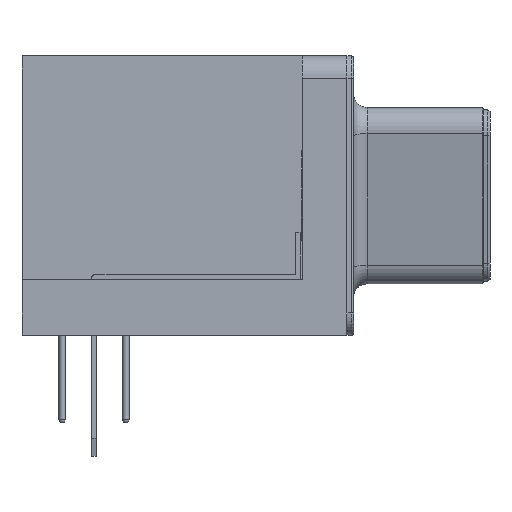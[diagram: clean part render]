
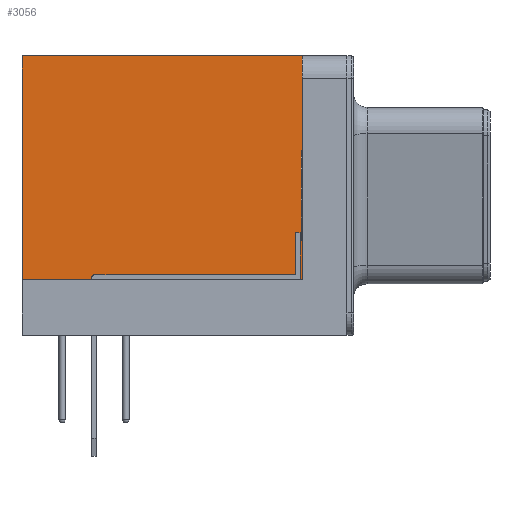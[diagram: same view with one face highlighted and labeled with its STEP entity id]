
A CAD part, left-side view. The second image highlights one B-rep face of the part: STEP entity #3056.
In plain terms, the highlighted planar face has unit normal (-1, 0, 0).
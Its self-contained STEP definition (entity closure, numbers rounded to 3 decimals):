
#29=DIRECTION('',(0.,1.,0.));
#60=DIRECTION('',(0.,0.,1.));
#67=DIRECTION('',(1.,0.,0.));
#226=DIRECTION('',(0.,1.,0.));
#2160=VECTOR('',#60,1.);
#2534=VECTOR('',#226,1.);
#2573=VECTOR('',#29,1.);
#2597=VERTEX_POINT('',#2598);
#2598=CARTESIAN_POINT('',(-23.795,1.8,12.5));
#2601=ORIENTED_EDGE('',*,*,#2602,.F.);
#2602=EDGE_CURVE('',#2603,#2597,#2605,.T.);
#2603=VERTEX_POINT('',#2604);
#2604=CARTESIAN_POINT('',(-23.795,-10.74,12.5));
#2605=LINE('',#2606,#2573);
#2606=CARTESIAN_POINT('',(-23.795,-11.74,12.5));
#3010=EDGE_CURVE('',#3011,#2597,#3013,.T.);
#3011=VERTEX_POINT('',#3012);
#3012=CARTESIAN_POINT('',(-23.795,1.8,2.5));
#3013=LINE('',#3014,#2160);
#3014=CARTESIAN_POINT('',(-23.795,1.8,4.375));
#3028=VERTEX_POINT('',#3029);
#3029=CARTESIAN_POINT('',(-23.795,-10.74,2.5));
#3033=EDGE_CURVE('',#3028,#2603,#3034,.T.);
#3034=LINE('',#3029,#2160);
#3056=ADVANCED_FACE('',(#3057),#3064,.F.);
#3057=FACE_BOUND('',#3058,.F.);
#3058=EDGE_LOOP('',(#3059,#3060,#3063,#2601));
#3059=ORIENTED_EDGE('',*,*,#3033,.F.);
#3060=ORIENTED_EDGE('',*,*,#3061,.T.);
#3061=EDGE_CURVE('',#3028,#3011,#3062,.T.);
#3062=LINE('',#3029,#2534);
#3063=ORIENTED_EDGE('',*,*,#3010,.T.);
#3064=PLANE('',#3065);
#3065=AXIS2_PLACEMENT_3D('',#3029,#67,#60);
